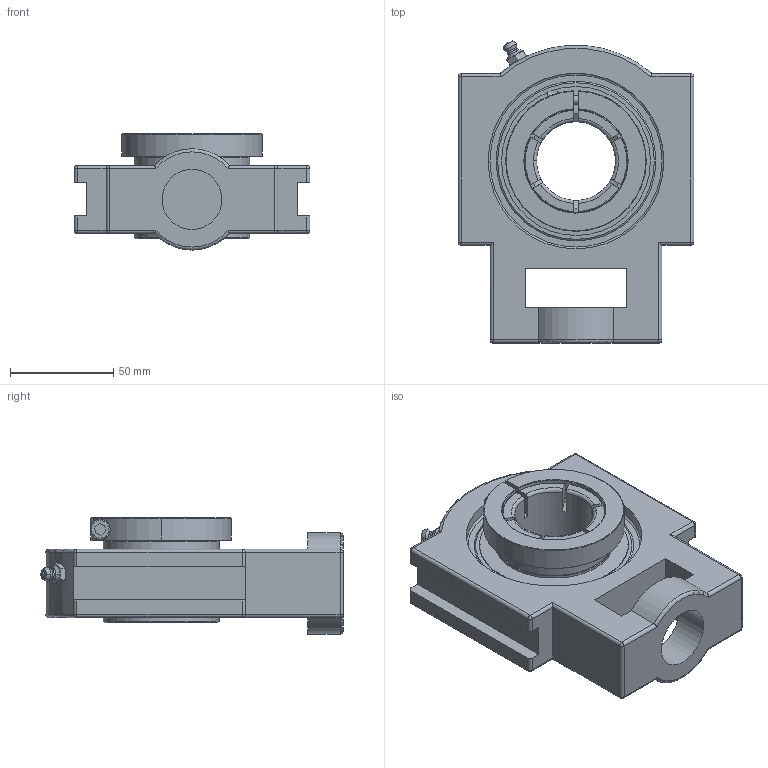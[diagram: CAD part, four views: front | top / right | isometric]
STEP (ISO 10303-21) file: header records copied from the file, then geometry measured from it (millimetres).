
FILE_DESCRIPTION(('HOOPS Exchange Step'),'2;1');
FILE_NAME('export-802E85D2-F96C-48C2-A9AA-3315C608212C.stp','2019-12-18T08:40:56-08:00',('ibuslach'),('Alibre'),'HOOPS Exchange 2019.2','Alibre','Unknown authorisation');
FILE_SCHEMA( ('AP242_MANAGED_MODEL_BASED_3D_ENGINEERING_MIM_LF {1 0 10303 442 1 1 4 }') );
Length unit declared in the file: centimetre
Products named in the file (8): MRN ST 208; UCP ZERK 6mm; SUE 208 LOCK RING; SUE 208 SHIELD; SUE 207 BOLT; SUE 208-24 RACES; MRN SUE 208-24; MRN SUET 208-24
Assembly tree (8 placements, depth 3):
  MRN SUET 208-24
    MRN ST 208
    UCP ZERK 6mm
    MRN SUE 208-24
      SUE 208 LOCK RING
      SUE 208 SHIELD  x2
      SUE 207 BOLT
      SUE 208-24 RACES
Bounding box: 114 x 146.12 x 56.2 mm (x, y, z)
Volume: 338682.1 mm3; surface area: 94828.7 mm2
Topology: 8 solids, 8 shells, 270 faces, 723 edges, 453 vertices
Faces by surface type: plane 88, cylinder 87, cone 40, torus 30, sphere 21, bspline 4
Full cylindrical faces by diameter (mm): 1.482 x2, 4.134 x1, 4.137 x1, 5.8 x1, 6 x2, 8.5 x1, 29 x1, 38.1 x1, 56 x4, 57.016 x2, 68 x1, 72 x2, 84.93 x2
Entity records: 12881 total; most frequent: CARTESIAN_POINT 6143, DIRECTION 1428, ORIENTED_EDGE 1370, EDGE_CURVE 685, AXIS2_PLACEMENT_3D 569, VERTEX_POINT 439, VECTOR 290, LINE 290
